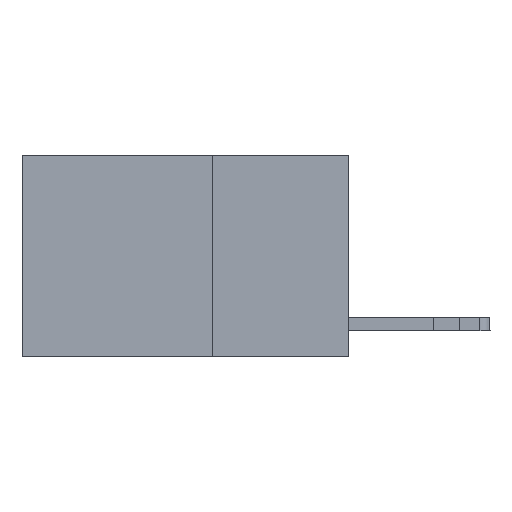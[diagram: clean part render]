
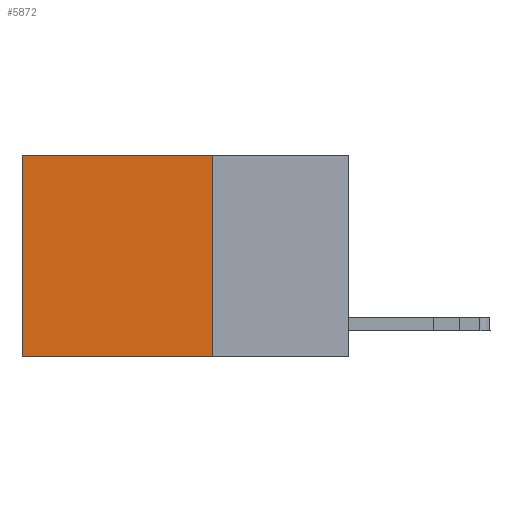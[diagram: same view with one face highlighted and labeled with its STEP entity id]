
A CAD part, left-side view. The second image highlights one B-rep face of the part: STEP entity #5872.
In plain terms, the highlighted planar face has unit normal (-1, 0, 0).
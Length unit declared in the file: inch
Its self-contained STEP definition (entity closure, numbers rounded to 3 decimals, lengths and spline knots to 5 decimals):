
#986 = VECTOR ( 'NONE', #26646, 39.37008 ) ;
#1951 = DIRECTION ( 'NONE',  ( 0., 0., -1. ) ) ;
#3648 = VERTEX_POINT ( 'NONE', #11809 ) ;
#4669 = VECTOR ( 'NONE', #8162, 39.37008 ) ;
#5082 = CARTESIAN_POINT ( 'NONE',  ( 0.2625, 0.25, 0. ) ) ;
#5387 = EDGE_CURVE ( 'NONE', #3648, #19378, #5781, .T. ) ;
#5781 = LINE ( 'NONE', #10051, #18290 ) ;
#5872 = ADVANCED_FACE ( 'NONE', ( #24740 ), #8086, .F. ) ;
#7925 = CARTESIAN_POINT ( 'NONE',  ( 0.2625, 0.25, 0. ) ) ;
#8086 = PLANE ( 'NONE',  #18742 ) ;
#8162 = DIRECTION ( 'NONE',  ( 0., 0., -1. ) ) ;
#8285 = CARTESIAN_POINT ( 'NONE',  ( 0.2625, 0.6, 0. ) ) ;
#9144 = EDGE_LOOP ( 'NONE', ( #13973, #12888, #9925, #26895 ) ) ;
#9925 = ORIENTED_EDGE ( 'NONE', *, *, #19808, .F. ) ;
#10051 = CARTESIAN_POINT ( 'NONE',  ( 0.2625, 0.25, -0.37 ) ) ;
#10455 = EDGE_CURVE ( 'NONE', #20450, #16064, #17839, .T. ) ;
#10500 = LINE ( 'NONE', #8285, #25910 ) ;
#11162 = EDGE_CURVE ( 'NONE', #16064, #19378, #10500, .T. ) ;
#11809 = CARTESIAN_POINT ( 'NONE',  ( 0.2625, 0.25, -0.37 ) ) ;
#12419 = CARTESIAN_POINT ( 'NONE',  ( 0.2625, 0.25, 0. ) ) ;
#12888 = ORIENTED_EDGE ( 'NONE', *, *, #5387, .F. ) ;
#13973 = ORIENTED_EDGE ( 'NONE', *, *, #11162, .T. ) ;
#16064 = VERTEX_POINT ( 'NONE', #24677 ) ;
#16467 = DIRECTION ( 'NONE',  ( 0., 0., -1. ) ) ;
#17839 = LINE ( 'NONE', #7925, #986 ) ;
#18290 = VECTOR ( 'NONE', #18831, 39.37008 ) ;
#18413 = CARTESIAN_POINT ( 'NONE',  ( 0.2625, 0.6, -0.37 ) ) ;
#18742 = AXIS2_PLACEMENT_3D ( 'NONE', #22679, #24871, #16467 ) ;
#18831 = DIRECTION ( 'NONE',  ( 0., 1., 0. ) ) ;
#19378 = VERTEX_POINT ( 'NONE', #18413 ) ;
#19808 = EDGE_CURVE ( 'NONE', #20450, #3648, #23444, .T. ) ;
#20450 = VERTEX_POINT ( 'NONE', #5082 ) ;
#22679 = CARTESIAN_POINT ( 'NONE',  ( 0.2625, 0.25, 0. ) ) ;
#23444 = LINE ( 'NONE', #12419, #4669 ) ;
#24677 = CARTESIAN_POINT ( 'NONE',  ( 0.2625, 0.6, 0. ) ) ;
#24740 = FACE_OUTER_BOUND ( 'NONE', #9144, .T. ) ;
#24871 = DIRECTION ( 'NONE',  ( 1., 0., 0. ) ) ;
#25910 = VECTOR ( 'NONE', #1951, 39.37008 ) ;
#26646 = DIRECTION ( 'NONE',  ( 0., 1., 0. ) ) ;
#26895 = ORIENTED_EDGE ( 'NONE', *, *, #10455, .T. ) ;
